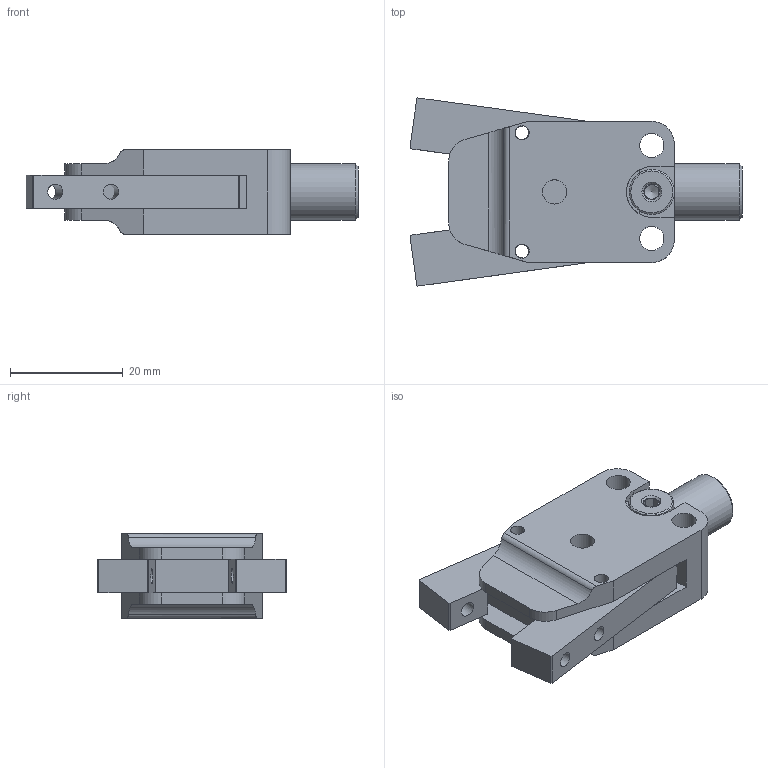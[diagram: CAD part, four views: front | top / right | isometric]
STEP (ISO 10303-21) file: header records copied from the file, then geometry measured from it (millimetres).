
FILE_DESCRIPTION(('STEP AP214'),'1');
FILE_NAME('CA.GZA.10.12.C.stp','2018-01-04T09:46:59',(' '),(' '),'Spatial InterOp 3D',' ',' ');
FILE_SCHEMA(('AUTOMOTIVE_DESIGN { 1 0 10303 214 1 1 1 1 }'));
Length unit declared in the file: millimetre
Products named in the file (4): GZA.10.12.4; GZA.10.12.1; CA.08.14.013
Assembly tree (4 placements, depth 2):
  (unnamed)
    GZA.10.12.4  x2
    GZA.10.12.1
    CA.08.14.013
Bounding box: 58.87 x 33.37 x 15 mm (x, y, z)
Volume: 13934.8 mm3; surface area: 7634 mm2
Topology: 4 solids, 4 shells, 133 faces, 361 edges, 239 vertices
Faces by surface type: plane 77, cylinder 44, cone 11, torus 1
Full cylindrical faces by diameter (mm): 2.36 x2, 2.5 x4, 2.6 x3, 2.72 x4, 3.8 x1, 4.2 x4, 4.3 x4, 5 x1, 8 x1, 10 x1
Entity records: 4307 total; most frequent: CARTESIAN_POINT 720, DIRECTION 548, ORIENTED_EDGE 490, EDGE_CURVE 245, AXIS2_PLACEMENT_3D 199, VERTEX_POINT 181, EDGE_LOOP 168, LINE 150
